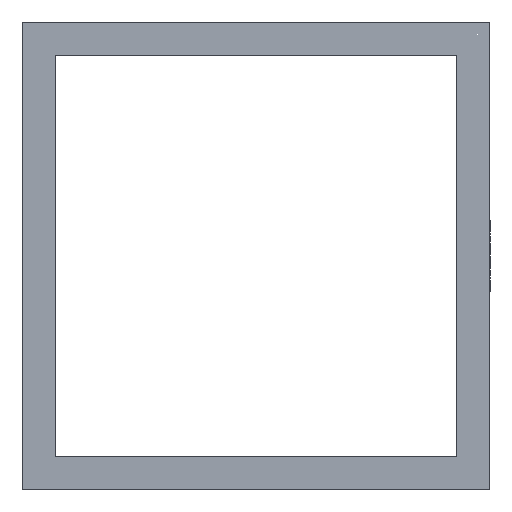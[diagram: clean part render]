
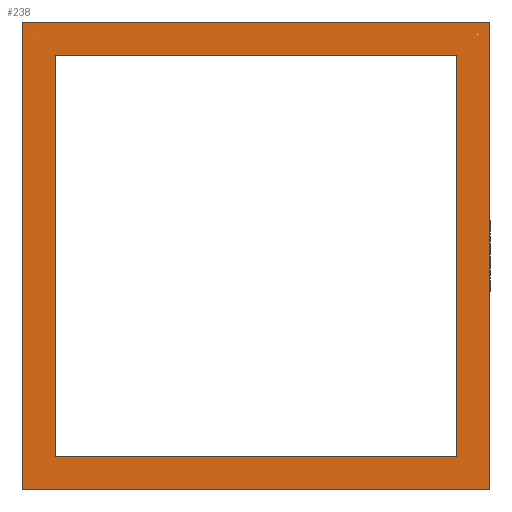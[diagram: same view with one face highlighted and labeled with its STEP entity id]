
A CAD part, front view. The second image highlights one B-rep face of the part: STEP entity #238.
In plain terms, the highlighted planar face has unit normal (0, -1, 0).
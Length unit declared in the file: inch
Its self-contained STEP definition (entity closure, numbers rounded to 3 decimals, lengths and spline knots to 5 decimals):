
#17=LINE('',#360,#41);
#18=LINE('',#363,#42);
#19=LINE('',#365,#43);
#20=LINE('',#366,#44);
#21=LINE('',#369,#45);
#22=LINE('',#371,#46);
#23=LINE('',#373,#47);
#24=LINE('',#374,#48);
#41=VECTOR('',#302,39.37008);
#42=VECTOR('',#305,39.37008);
#43=VECTOR('',#306,39.37008);
#44=VECTOR('',#307,39.37008);
#45=VECTOR('',#308,39.37008);
#46=VECTOR('',#309,39.37008);
#47=VECTOR('',#310,39.37008);
#48=VECTOR('',#311,39.37008);
#63=PLANE('',#274);
#74=FACE_BOUND('',#98,.T.);
#83=FACE_OUTER_BOUND('',#97,.T.);
#97=EDGE_LOOP('',(#172,#173,#174,#175));
#98=EDGE_LOOP('',(#176,#177,#178,#179));
#121=VERTEX_POINT('',#354);
#123=VERTEX_POINT('',#358);
#124=VERTEX_POINT('',#362);
#125=VERTEX_POINT('',#364);
#126=VERTEX_POINT('',#367);
#127=VERTEX_POINT('',#368);
#128=VERTEX_POINT('',#370);
#129=VERTEX_POINT('',#372);
#143=EDGE_CURVE('',#121,#123,#17,.T.);
#144=EDGE_CURVE('',#124,#123,#18,.T.);
#145=EDGE_CURVE('',#125,#124,#19,.T.);
#146=EDGE_CURVE('',#121,#125,#20,.T.);
#147=EDGE_CURVE('',#126,#127,#21,.T.);
#148=EDGE_CURVE('',#128,#126,#22,.T.);
#149=EDGE_CURVE('',#129,#128,#23,.T.);
#150=EDGE_CURVE('',#127,#129,#24,.T.);
#172=ORIENTED_EDGE('',*,*,#143,.T.);
#173=ORIENTED_EDGE('',*,*,#144,.F.);
#174=ORIENTED_EDGE('',*,*,#145,.F.);
#175=ORIENTED_EDGE('',*,*,#146,.F.);
#176=ORIENTED_EDGE('',*,*,#147,.F.);
#177=ORIENTED_EDGE('',*,*,#148,.F.);
#178=ORIENTED_EDGE('',*,*,#149,.F.);
#179=ORIENTED_EDGE('',*,*,#150,.F.);
#238=ADVANCED_FACE('',(#83,#74),#63,.F.);
#274=AXIS2_PLACEMENT_3D('',#361,#303,#304);
#302=DIRECTION('',(1.,0.,0.));
#303=DIRECTION('center_axis',(0.,1.,0.));
#304=DIRECTION('ref_axis',(0.,0.,1.));
#305=DIRECTION('',(0.,0.,-1.));
#306=DIRECTION('',(1.,0.,0.));
#307=DIRECTION('',(0.,0.,1.));
#308=DIRECTION('',(0.,0.,-1.));
#309=DIRECTION('',(-1.,0.,0.));
#310=DIRECTION('',(0.,0.,1.));
#311=DIRECTION('',(1.,0.,0.));
#354=CARTESIAN_POINT('',(-0.875,-30.125,-0.875));
#358=CARTESIAN_POINT('',(0.875,-30.125,-0.875));
#360=CARTESIAN_POINT('',(-7.5625,-30.125,-0.875));
#361=CARTESIAN_POINT('Origin',(-7.5625,-30.125,0.));
#362=CARTESIAN_POINT('',(0.875,-30.125,0.875));
#363=CARTESIAN_POINT('',(0.875,-30.125,0.));
#364=CARTESIAN_POINT('',(-0.875,-30.125,0.875));
#365=CARTESIAN_POINT('',(-7.5625,-30.125,0.875));
#366=CARTESIAN_POINT('',(-0.875,-30.125,0.));
#367=CARTESIAN_POINT('',(-0.75,-30.125,0.75));
#368=CARTESIAN_POINT('',(-0.75,-30.125,-0.75));
#369=CARTESIAN_POINT('',(-0.75,-30.125,0.));
#370=CARTESIAN_POINT('',(0.75,-30.125,0.75));
#371=CARTESIAN_POINT('',(-7.5625,-30.125,0.75));
#372=CARTESIAN_POINT('',(0.75,-30.125,-0.75));
#373=CARTESIAN_POINT('',(0.75,-30.125,0.));
#374=CARTESIAN_POINT('',(-7.5625,-30.125,-0.75));
